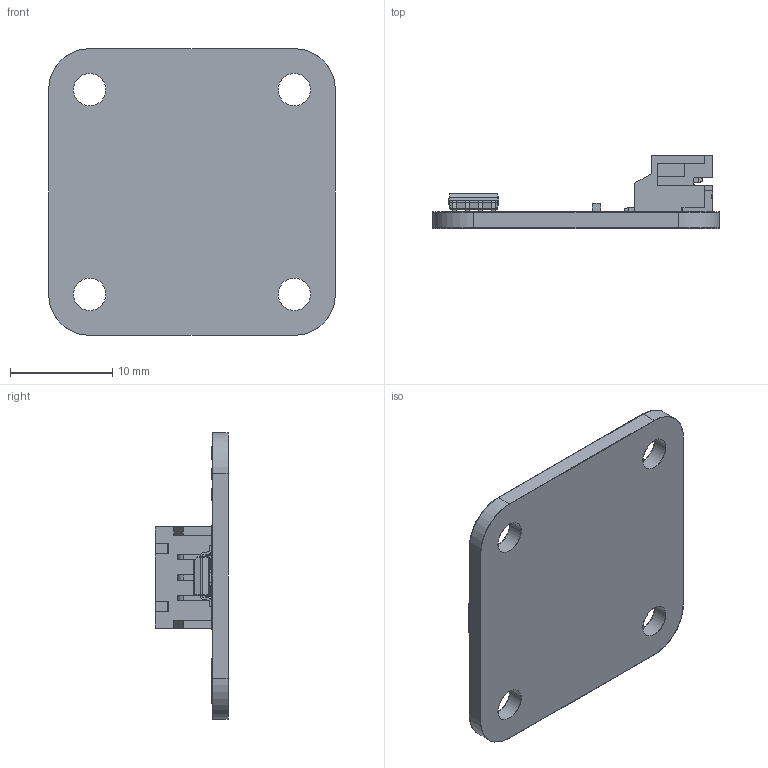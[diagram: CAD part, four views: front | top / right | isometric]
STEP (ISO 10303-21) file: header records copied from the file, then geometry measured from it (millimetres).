
FILE_DESCRIPTION(/* description */ ('STEP AP242','CAx-IF Rec.Pracs.---Representation and Presentation of Product Manufacturing Information (PMI)---4.0---2014-10-13','CAx-IF Rec.Pracs.---3D Tessellated Geometry---0.4---2014-09-14','2;1'),/* implementation_level */ '2;1');
FILE_NAME(/* name */ '683bfbe40496457e60566631',/* time_stamp */ '2025-06-01T07:06:13Z',/* author */ (''),/* organization */ (''),/* preprocessor_version */ 'ST-DEVELOPER v20',/* originating_system */ 'ONSHAPE BY PTC INC, 1.198',/* authorisation */ ' ');
FILE_SCHEMA (('AP242_MANAGED_MODEL_BASED_3D_ENGINEERING_MIM_LF { 1 0 10303 442 1 1 4 }'));
Length unit declared in the file: metre
Products named in the file (75): Encoderasd 1; Encoder_silkscreen; Encoder_PCB; AS5600; Encoder_soldermask; S3B-PH-SM4-TB(LF)(SN)--3DModel-STEP-56544; C_0603_1608Metric
Assembly tree (74 placements, depth 2):
  Encoderasd 1
    Encoder_silkscreen
    Encoder_silkscreen
    Encoder_silkscreen
    Encoder_silkscreen
    Encoder_PCB
    AS5600
    AS5600
    Encoder_silkscreen
    Encoder_soldermask
    Encoder_silkscreen
    Encoder_silkscreen
    Encoder_silkscreen
    Encoder_silkscreen
    Encoder_silkscreen
    Encoder_silkscreen
    Encoder_silkscreen
    AS5600
    Encoder_silkscreen
    Encoder_silkscreen
    AS5600
    Encoder_silkscreen
    Encoder_silkscreen
    Encoder_silkscreen
    S3B-PH-SM4-TB(LF)(SN)--3DModel-STEP-56544
    Encoder_silkscreen
    Encoder_silkscreen
    Encoder_silkscreen
    Encoder_silkscreen
    AS5600
    Encoder_silkscreen
    Encoder_silkscreen
    Encoder_silkscreen
    S3B-PH-SM4-TB(LF)(SN)--3DModel-STEP-56544
    S3B-PH-SM4-TB(LF)(SN)--3DModel-STEP-56544
    Encoder_silkscreen
    Encoder_silkscreen
    Encoder_silkscreen
    Encoder_silkscreen
    Encoder_soldermask
    Encoder_silkscreen
    Encoder_silkscreen
    Encoder_silkscreen
    Encoder_silkscreen
    Encoder_silkscreen
    AS5600
    Encoder_silkscreen
    Encoder_silkscreen
    S3B-PH-SM4-TB(LF)(SN)--3DModel-STEP-56544
    Encoder_silkscreen
    AS5600
    Encoder_silkscreen
    Encoder_silkscreen
    Encoder_silkscreen
    Encoder_silkscreen
    S3B-PH-SM4-TB(LF)(SN)--3DModel-STEP-56544
    Encoder_silkscreen
    C_0603_1608Metric
    AS5600
    Encoder_silkscreen
Bounding box: 28 x 7.14 x 28 mm (x, y, z)
Volume: 1332.3 mm3; surface area: 3837.4 mm2
Topology: 18 solids, 74 shells, 442 faces, 2059 edges, 1708 vertices
Faces by surface type: plane 350, cylinder 86, sphere 6
Full cylindrical faces by diameter (mm): 0.35 x2, 3.2 x4
Entity records: 23224 total; most frequent: CARTESIAN_POINT 4278, DIRECTION 3523, ORIENTED_EDGE 3056, EDGE_CURVE 2053, VERTEX_POINT 1708, LINE 1617, VECTOR 1617, AXIS2_PLACEMENT_3D 953
